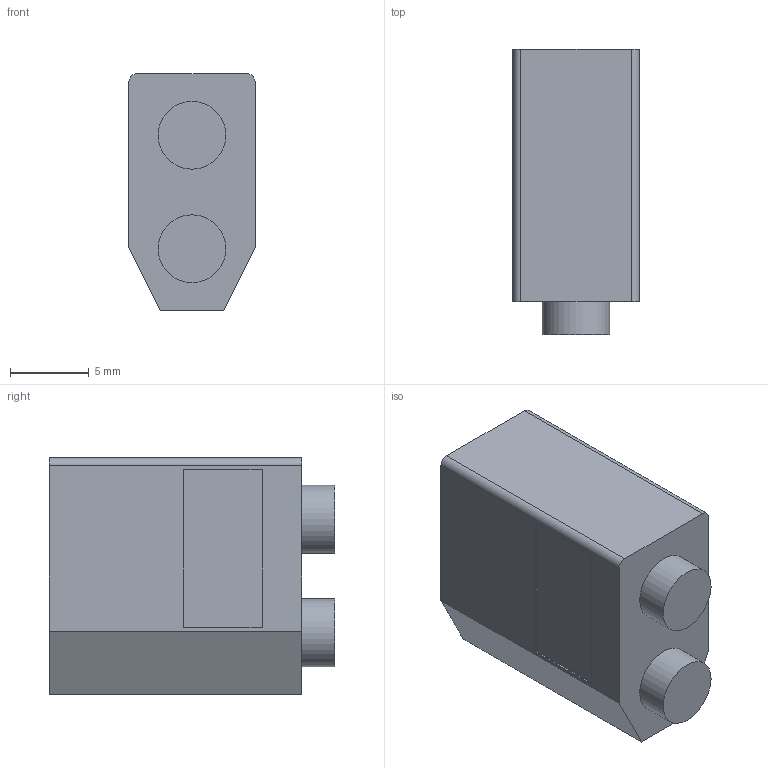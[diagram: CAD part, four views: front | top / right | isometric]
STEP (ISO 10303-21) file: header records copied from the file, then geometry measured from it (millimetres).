
FILE_DESCRIPTION(/* description */ (''),/* implementation_level */ '2;1');
FILE_NAME(/* name */ 'xt-60_pcb_f.step',/* time_stamp */ '2019-04-28T23:35:25+02:00',/* author */ ('Piotr'),/* organization */ (''),/* preprocessor_version */ 'ST-DEVELOPER v16.13',/* originating_system */ 'Autodesk Inventor 2018',/* authorisation */ '');
FILE_SCHEMA (('AUTOMOTIVE_DESIGN { 1 0 10303 214 3 1 1 }'));
Length unit declared in the file: millimetre
Products named in the file (1): tx60 2
Bounding box: 8 x 18.1 x 15 mm (x, y, z)
Volume: 2139.5 mm3; surface area: 3284.2 mm2
Topology: 3 solids, 5 shells, 49 faces, 106 edges, 70 vertices
Faces by surface type: plane 37, cylinder 10, torus 2
Full cylindrical faces by diameter (mm): 3 x4, 4.3 x2
Entity records: 1362 total; most frequent: DIRECTION 216, CARTESIAN_POINT 214, ORIENTED_EDGE 196, EDGE_CURVE 96, LINE 76, VECTOR 76, AXIS2_PLACEMENT_3D 70, VERTEX_POINT 68
